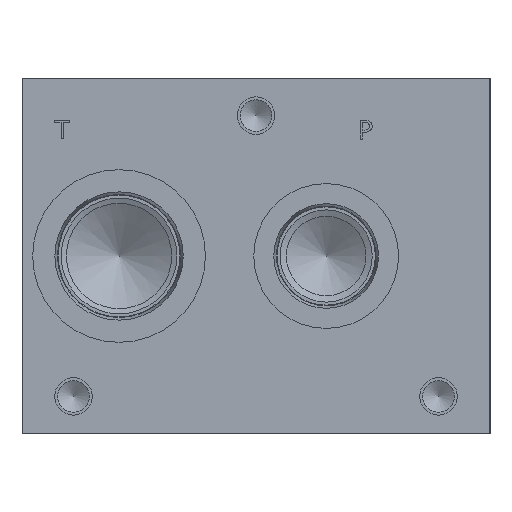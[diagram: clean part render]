
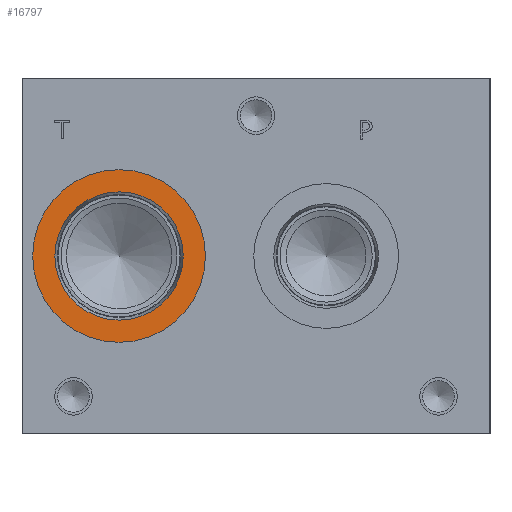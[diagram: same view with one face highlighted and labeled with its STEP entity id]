
A CAD part, left-side view. The second image highlights one B-rep face of the part: STEP entity #16797.
In plain terms, the highlighted planar face has unit normal (-1, 0, 0).
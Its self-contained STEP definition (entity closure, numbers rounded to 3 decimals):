
#690=CIRCLE('',#17798,29.286);
#691=CIRCLE('',#17799,29.286);
#692=CIRCLE('',#17801,21.755);
#693=CIRCLE('',#17802,21.755);
#1368=FACE_BOUND('',#3146,.T.);
#2154=FACE_OUTER_BOUND('',#3145,.T.);
#3145=EDGE_LOOP('',(#14197,#14198));
#3146=EDGE_LOOP('',(#14199,#14200));
#7727=VERTEX_POINT('',#28337);
#7728=VERTEX_POINT('',#28339);
#7729=VERTEX_POINT('',#28343);
#7730=VERTEX_POINT('',#28344);
#9966=EDGE_CURVE('',#7727,#7728,#690,.T.);
#9967=EDGE_CURVE('',#7728,#7727,#691,.T.);
#9968=EDGE_CURVE('',#7729,#7730,#692,.T.);
#9969=EDGE_CURVE('',#7730,#7729,#693,.T.);
#14197=ORIENTED_EDGE('',*,*,#9967,.F.);
#14198=ORIENTED_EDGE('',*,*,#9966,.F.);
#14199=ORIENTED_EDGE('',*,*,#9968,.T.);
#14200=ORIENTED_EDGE('',*,*,#9969,.T.);
#15483=PLANE('',#17800);
#16797=ADVANCED_FACE('',(#2154,#1368),#15483,.F.);
#17798=AXIS2_PLACEMENT_3D('',#28340,#21233,#21234);
#17799=AXIS2_PLACEMENT_3D('',#28341,#21235,#21236);
#17800=AXIS2_PLACEMENT_3D('',#28342,#21237,#21238);
#17801=AXIS2_PLACEMENT_3D('',#28345,#21239,#21240);
#17802=AXIS2_PLACEMENT_3D('',#28346,#21241,#21242);
#21233=DIRECTION('center_axis',(1.,0.,0.));
#21234=DIRECTION('ref_axis',(0.,0.,-1.));
#21235=DIRECTION('center_axis',(1.,0.,0.));
#21236=DIRECTION('ref_axis',(0.,0.,-1.));
#21237=DIRECTION('center_axis',(1.,0.,0.));
#21238=DIRECTION('ref_axis',(0.,0.,-1.));
#21239=DIRECTION('center_axis',(1.,0.,0.));
#21240=DIRECTION('ref_axis',(0.,0.,-1.));
#21241=DIRECTION('center_axis',(1.,0.,0.));
#21242=DIRECTION('ref_axis',(0.,0.,-1.));
#28337=CARTESIAN_POINT('',(0.787,125.832,31.039));
#28339=CARTESIAN_POINT('',(0.787,125.832,89.611));
#28340=CARTESIAN_POINT('Origin',(0.787,125.832,60.325));
#28341=CARTESIAN_POINT('Origin',(0.787,125.832,60.325));
#28342=CARTESIAN_POINT('Origin',(0.787,125.832,82.08));
#28343=CARTESIAN_POINT('',(0.787,125.832,82.08));
#28344=CARTESIAN_POINT('',(0.787,125.832,38.57));
#28345=CARTESIAN_POINT('Origin',(0.787,125.832,60.325));
#28346=CARTESIAN_POINT('Origin',(0.787,125.832,60.325));
